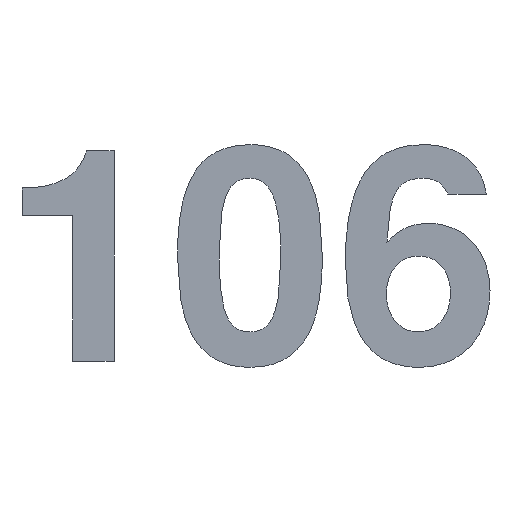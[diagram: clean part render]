
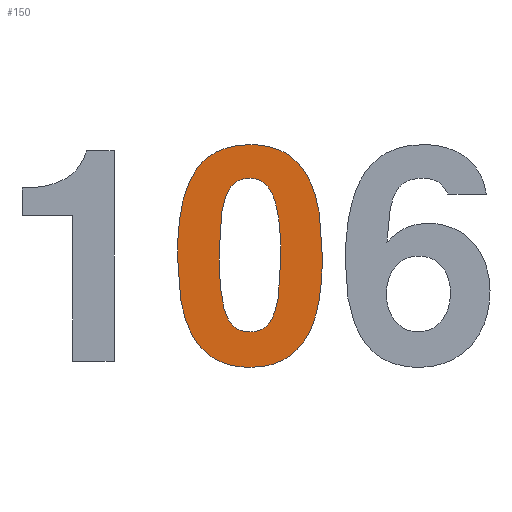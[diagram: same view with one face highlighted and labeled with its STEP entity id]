
A CAD part, top view. The second image highlights one B-rep face of the part: STEP entity #150.
In plain terms, the highlighted planar face has unit normal (0, 0, 1).
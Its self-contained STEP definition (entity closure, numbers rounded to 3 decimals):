
#11=FACE_BOUND('',#33,.T.);
#13=B_SPLINE_CURVE_WITH_KNOTS('',3,(#226,#227,#228,#229),.UNSPECIFIED.,
 .F.,.F.,(4,4),(0.,1.),.UNSPECIFIED.);
#14=B_SPLINE_CURVE_WITH_KNOTS('',3,(#231,#232,#233,#234),.UNSPECIFIED.,
 .F.,.F.,(4,4),(0.,1.),.UNSPECIFIED.);
#15=B_SPLINE_CURVE_WITH_KNOTS('',3,(#236,#237,#238,#239),.UNSPECIFIED.,
 .F.,.F.,(4,4),(0.,1.),.UNSPECIFIED.);
#16=B_SPLINE_CURVE_WITH_KNOTS('',3,(#240,#241,#242,#243),.UNSPECIFIED.,
 .F.,.F.,(4,4),(0.,1.),.UNSPECIFIED.);
#17=B_SPLINE_CURVE_WITH_KNOTS('',3,(#246,#247,#248,#249),.UNSPECIFIED.,
 .F.,.F.,(4,4),(0.,1.),.UNSPECIFIED.);
#18=B_SPLINE_CURVE_WITH_KNOTS('',3,(#251,#252,#253,#254),.UNSPECIFIED.,
 .F.,.F.,(4,4),(0.,1.),.UNSPECIFIED.);
#19=B_SPLINE_CURVE_WITH_KNOTS('',3,(#256,#257,#258,#259),.UNSPECIFIED.,
 .F.,.F.,(4,4),(0.,1.),.UNSPECIFIED.);
#20=B_SPLINE_CURVE_WITH_KNOTS('',3,(#260,#261,#262,#263),.UNSPECIFIED.,
 .F.,.F.,(4,4),(0.,1.),.UNSPECIFIED.);
#29=FACE_OUTER_BOUND('',#32,.T.);
#32=EDGE_LOOP('',(#119,#120,#121,#122));
#33=EDGE_LOOP('',(#123,#124,#125,#126));
#63=VERTEX_POINT('',#224);
#64=VERTEX_POINT('',#225);
#65=VERTEX_POINT('',#230);
#66=VERTEX_POINT('',#235);
#67=VERTEX_POINT('',#244);
#68=VERTEX_POINT('',#245);
#69=VERTEX_POINT('',#250);
#70=VERTEX_POINT('',#255);
#91=EDGE_CURVE('',#63,#64,#13,.T.);
#92=EDGE_CURVE('',#64,#65,#14,.T.);
#93=EDGE_CURVE('',#65,#66,#15,.T.);
#94=EDGE_CURVE('',#66,#63,#16,.T.);
#95=EDGE_CURVE('',#67,#68,#17,.T.);
#96=EDGE_CURVE('',#68,#69,#18,.T.);
#97=EDGE_CURVE('',#69,#70,#19,.T.);
#98=EDGE_CURVE('',#70,#67,#20,.T.);
#119=ORIENTED_EDGE('',*,*,#91,.T.);
#120=ORIENTED_EDGE('',*,*,#92,.T.);
#121=ORIENTED_EDGE('',*,*,#93,.T.);
#122=ORIENTED_EDGE('',*,*,#94,.T.);
#123=ORIENTED_EDGE('',*,*,#95,.T.);
#124=ORIENTED_EDGE('',*,*,#96,.T.);
#125=ORIENTED_EDGE('',*,*,#97,.T.);
#126=ORIENTED_EDGE('',*,*,#98,.T.);
#141=PLANE('',#173);
#150=ADVANCED_FACE('',(#29,#11),#141,.F.);
#173=AXIS2_PLACEMENT_3D('',#223,#192,#193);
#192=DIRECTION('center_axis',(0.,0.,-1.));
#193=DIRECTION('ref_axis',(-1.,0.,0.));
#223=CARTESIAN_POINT('Origin',(0.,-0.007,
1.224));
#224=CARTESIAN_POINT('',(0.,-0.243,1.224));
#225=CARTESIAN_POINT('',(0.153,-0.01,1.224));
#226=CARTESIAN_POINT('Ctrl Pts',(0.,-0.243,
1.224));
#227=CARTESIAN_POINT('Ctrl Pts',(0.124,-0.243,1.224));
#228=CARTESIAN_POINT('Ctrl Pts',(0.153,-0.136,1.224));
#229=CARTESIAN_POINT('Ctrl Pts',(0.153,-0.01,1.224));
#230=CARTESIAN_POINT('',(0.,0.228,1.224));
#231=CARTESIAN_POINT('Ctrl Pts',(0.153,-0.01,1.224));
#232=CARTESIAN_POINT('Ctrl Pts',(0.153,0.132,1.224));
#233=CARTESIAN_POINT('Ctrl Pts',(0.12,0.228,1.224));
#234=CARTESIAN_POINT('Ctrl Pts',(0.,0.228,1.224));
#235=CARTESIAN_POINT('',(-0.153,-0.008,1.224));
#236=CARTESIAN_POINT('Ctrl Pts',(0.,0.228,1.224));
#237=CARTESIAN_POINT('Ctrl Pts',(-0.119,0.228,1.224));
#238=CARTESIAN_POINT('Ctrl Pts',(-0.153,0.134,1.224));
#239=CARTESIAN_POINT('Ctrl Pts',(-0.153,-0.008,1.224));
#240=CARTESIAN_POINT('Ctrl Pts',(-0.153,-0.008,1.224));
#241=CARTESIAN_POINT('Ctrl Pts',(-0.153,-0.138,1.224));
#242=CARTESIAN_POINT('Ctrl Pts',(-0.122,-0.243,1.224));
#243=CARTESIAN_POINT('Ctrl Pts',(0.,-0.243,
1.224));
#244=CARTESIAN_POINT('',(0.066,-0.008,1.224));
#245=CARTESIAN_POINT('',(0.,-0.168,1.224));
#246=CARTESIAN_POINT('Ctrl Pts',(0.066,-0.008,
1.224));
#247=CARTESIAN_POINT('Ctrl Pts',(0.066,-0.142,1.224));
#248=CARTESIAN_POINT('Ctrl Pts',(0.04,-0.168,1.224));
#249=CARTESIAN_POINT('Ctrl Pts',(0.,-0.168,
1.224));
#250=CARTESIAN_POINT('',(-0.065,-0.007,1.224));
#251=CARTESIAN_POINT('Ctrl Pts',(0.,-0.168,
1.224));
#252=CARTESIAN_POINT('Ctrl Pts',(-0.041,-0.168,1.224));
#253=CARTESIAN_POINT('Ctrl Pts',(-0.065,-0.141,
1.224));
#254=CARTESIAN_POINT('Ctrl Pts',(-0.065,-0.007,1.224));
#255=CARTESIAN_POINT('',(0.,0.157,1.224));
#256=CARTESIAN_POINT('Ctrl Pts',(-0.065,-0.007,1.224));
#257=CARTESIAN_POINT('Ctrl Pts',(-0.065,0.12,1.224));
#258=CARTESIAN_POINT('Ctrl Pts',(-0.045,0.157,1.224));
#259=CARTESIAN_POINT('Ctrl Pts',(0.,0.157,1.224));
#260=CARTESIAN_POINT('Ctrl Pts',(0.,0.157,1.224));
#261=CARTESIAN_POINT('Ctrl Pts',(0.04,0.157,1.224));
#262=CARTESIAN_POINT('Ctrl Pts',(0.066,0.12,1.224));
#263=CARTESIAN_POINT('Ctrl Pts',(0.066,-0.008,
1.224));
